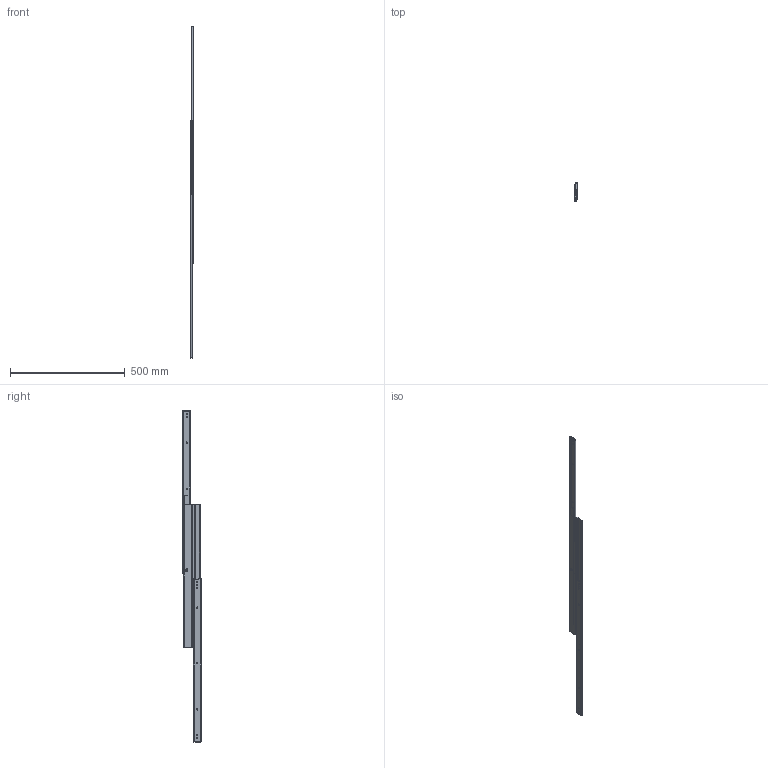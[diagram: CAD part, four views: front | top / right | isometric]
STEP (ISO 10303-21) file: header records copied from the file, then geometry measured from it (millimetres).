
FILE_DESCRIPTION (( 'STEP AP203' ), '1' );
FILE_NAME ('D241-28.STEP', '2020-07-20T02:59:09', ( '' ), ( '' ), 'SwSTEP 2.0', 'SolidWorks 2019', '' );
FILE_SCHEMA (( 'CONFIG_CONTROL_DESIGN' ));
Length unit declared in the file: millimetre
Products named in the file (5): IM-D241-28 ; D241-28; PN1 ; OM-D241-28 ; IM継板-D241-28
Assembly tree (7 placements, depth 2):
  D241-28
    OM-D241-28   x2
    IM継板-D241-28
    IM-D241-28   x2
    PN1   x2
Bounding box: 12.9 x 81.3 x 1449.2 mm (x, y, z)
Volume: 250604.1 mm3; surface area: 325208.5 mm2
Topology: 7 solids, 7 shells, 323 faces, 891 edges, 566 vertices
Faces by surface type: plane 154, cylinder 153, sphere 16
Entity records: 6346 total; most frequent: CARTESIAN_POINT 1156, DIRECTION 991, ORIENTED_EDGE 950, EDGE_CURVE 475, AXIS2_PLACEMENT_3D 347, VERTEX_POINT 308, LINE 297, VECTOR 297
